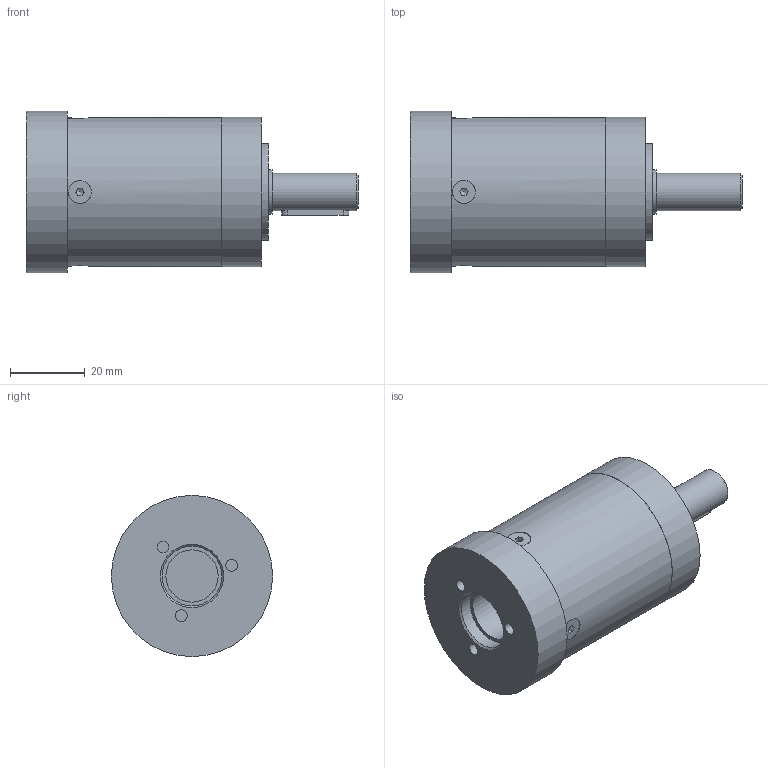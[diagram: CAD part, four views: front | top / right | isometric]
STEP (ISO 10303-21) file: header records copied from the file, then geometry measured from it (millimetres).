
FILE_DESCRIPTION(/* description */ (''),/* implementation_level */ '2;1');
FILE_NAME(/* name */ 'GPLE40-2S_DF45.stp',/* time_stamp */ '2017-10-17T13:14:04+02:00',/* author */ ('angelika.schneid'),/* organization */ (''),/* preprocessor_version */ 'ST-DEVELOPER v16.5',/* originating_system */ 'Autodesk Inventor 2017',/* authorisation */ '');
FILE_SCHEMA (('AUTOMOTIVE_DESIGN { 1 0 10303 214 3 1 1 }'));
Length unit declared in the file: millimetre
Products named in the file (1): GPLE40-2S_DF45
Bounding box: 89 x 43.2 x 43.2 mm (x, y, z)
Volume: 77664.9 mm3; surface area: 18765.4 mm2
Topology: 2 solids, 7 shells, 120 faces, 278 edges, 184 vertices
Faces by surface type: plane 58, cylinder 51, cone 8, torus 3
Full cylindrical faces by diameter (mm): 2.3 x1, 2.4 x1, 2.78 x4, 3 x1, 3.2 x4, 3.4 x4, 3.8 x4, 4 x4, 6.5 x3, 10 x1, 12 x1, 14 x1, 16 x1, 17.8 x1, 26 x1, 33.4 x2, 35.4 x1, 35.5 x1, 37 x2, 39.9 x1, 40 x1, 43.2 x1
Entity records: 3497 total; most frequent: CARTESIAN_POINT 879, DIRECTION 522, ORIENTED_EDGE 394, AXIS2_PLACEMENT_3D 229, EDGE_LOOP 218, EDGE_CURVE 202, VERTEX_POINT 164, FACE_OUTER_BOUND 120
